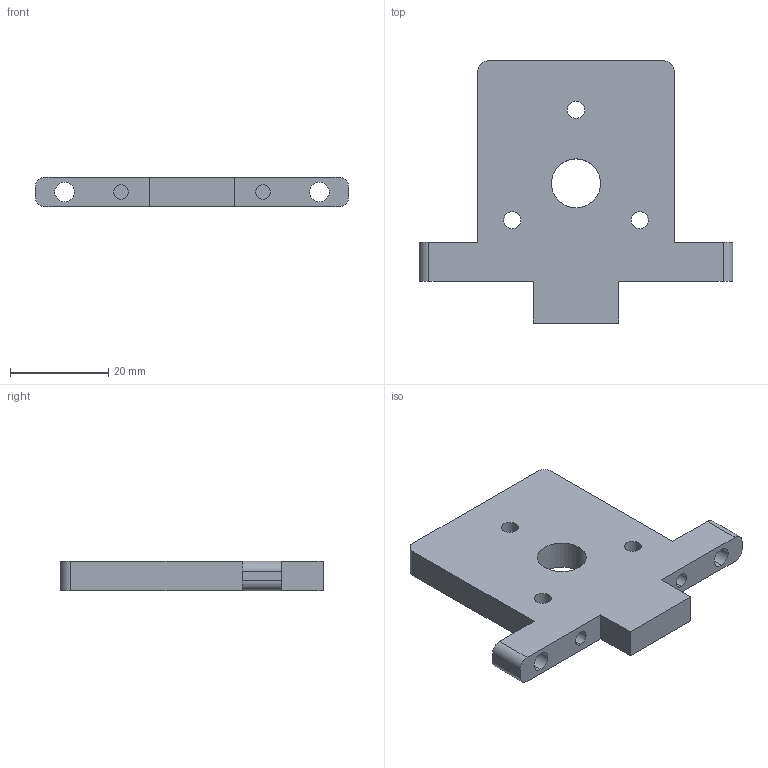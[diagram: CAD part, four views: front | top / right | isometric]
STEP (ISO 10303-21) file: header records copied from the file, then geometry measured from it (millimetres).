
FILE_DESCRIPTION (( 'STEP AP203' ), '1' );
FILE_NAME ('encoder fixation_Default_sldprt.STEP', '2025-12-22T21:32:49', ( '' ), ( '' ), 'SwSTEP 2.0', 'SolidWorks 2023', '' );
FILE_SCHEMA (( 'CONFIG_CONTROL_DESIGN' ));
Length unit declared in the file: millimetre
Products named in the file (1): encoder fixation_Default_sldprt
Bounding box: 64 x 53.5 x 6 mm (x, y, z)
Volume: 11819.9 mm3; surface area: 6154.3 mm2
Topology: 1 solids, 1 shells, 38 faces, 102 edges, 68 vertices
Faces by surface type: cylinder 22, plane 16
Entity records: 1311 total; most frequent: DIRECTION 224, CARTESIAN_POINT 209, ORIENTED_EDGE 204, EDGE_CURVE 102, AXIS2_PLACEMENT_3D 83, VERTEX_POINT 68, VECTOR 58, LINE 58
